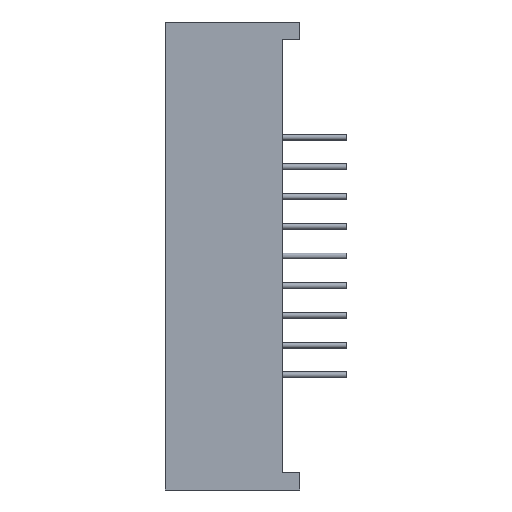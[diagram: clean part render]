
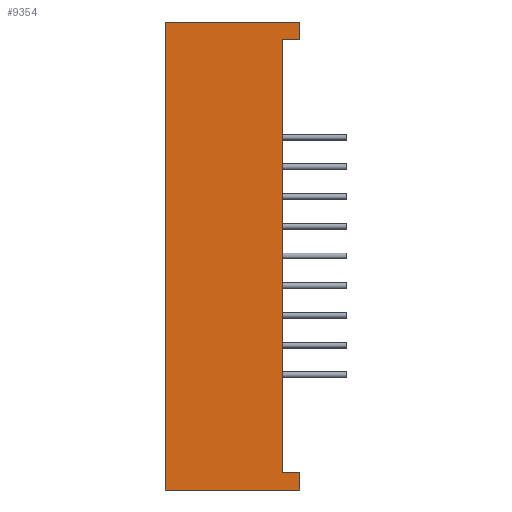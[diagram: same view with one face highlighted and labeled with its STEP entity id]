
A CAD part, left-side view. The second image highlights one B-rep face of the part: STEP entity #9354.
In plain terms, the highlighted planar face has unit normal (-1, 0, 0).
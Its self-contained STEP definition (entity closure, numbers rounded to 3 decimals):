
#1920 = CARTESIAN_POINT ( 'NONE',  ( -13.75, 0., 20. ) ) ;
#2142 = DIRECTION ( 'NONE',  ( 0., 1., 0. ) ) ;
#2143 = VECTOR ( 'NONE', #2142, 1000. ) ;
#2144 = CARTESIAN_POINT ( 'NONE',  ( -13.75, -11.5, 20. ) ) ;
#2145 = LINE ( 'NONE', #2144, #2143 ) ;
#3585 = VERTEX_POINT ( 'NONE', #1920 ) ;
#3733 = EDGE_CURVE ( 'NONE', #9360, #3585, #2145, .T. ) ;
#5351 = ORIENTED_EDGE ( 'NONE', *, *, #8974, .F. ) ;
#5352 = ORIENTED_EDGE ( 'NONE', *, *, #9359, .F. ) ;
#5355 = ORIENTED_EDGE ( 'NONE', *, *, #8572, .T. ) ;
#5359 = ORIENTED_EDGE ( 'NONE', *, *, #8574, .T. ) ;
#5360 = ORIENTED_EDGE ( 'NONE', *, *, #5364, .T. ) ;
#5364 = EDGE_CURVE ( 'NONE', #8594, #8573, #11030, .T. ) ;
#8572 = EDGE_CURVE ( 'NONE', #8573, #10151, #18187, .T. ) ;
#8573 = VERTEX_POINT ( 'NONE', #18242 ) ;
#8574 = EDGE_CURVE ( 'NONE', #8578, #8594, #18241, .T. ) ;
#8578 = VERTEX_POINT ( 'NONE', #18233 ) ;
#8594 = VERTEX_POINT ( 'NONE', #18216 ) ;
#8974 = EDGE_CURVE ( 'NONE', #9063, #3585, #18631, .T. ) ;
#9063 = VERTEX_POINT ( 'NONE', #18735 ) ;
#9330 = ORIENTED_EDGE ( 'NONE', *, *, #10153, .T. ) ;
#9332 = ORIENTED_EDGE ( 'NONE', *, *, #10171, .T. ) ;
#9334 = ORIENTED_EDGE ( 'NONE', *, *, #3733, .T. ) ;
#9354 = ADVANCED_FACE ( 'NONE', ( #19052 ), #19037, .T. ) ;
#9357 = EDGE_LOOP ( 'NONE', ( #9330, #9332, #9334, #5351, #5352, #5359, #5360, #5355 ) ) ;
#9359 = EDGE_CURVE ( 'NONE', #8578, #9063, #19090, .T. ) ;
#9360 = VERTEX_POINT ( 'NONE', #19086 ) ;
#10151 = VERTEX_POINT ( 'NONE', #20604 ) ;
#10153 = EDGE_CURVE ( 'NONE', #10151, #10169, #20588, .T. ) ;
#10169 = VERTEX_POINT ( 'NONE', #20617 ) ;
#10171 = EDGE_CURVE ( 'NONE', #10169, #9360, #20616, .T. ) ;
#11022 = DIRECTION ( 'NONE',  ( 0., 1., 0. ) ) ;
#11023 = VECTOR ( 'NONE', #11022, 1000. ) ;
#11024 = CARTESIAN_POINT ( 'NONE',  ( -13.75, -10., -18.5 ) ) ;
#11030 = LINE ( 'NONE', #11024, #11023 ) ;
#18185 = VECTOR ( 'NONE', #18243, 1000. ) ;
#18186 = CARTESIAN_POINT ( 'NONE',  ( -13.75, -10., 18.5 ) ) ;
#18187 = LINE ( 'NONE', #18186, #18185 ) ;
#18216 = CARTESIAN_POINT ( 'NONE',  ( -13.75, -11.5, -18.5 ) ) ;
#18233 = CARTESIAN_POINT ( 'NONE',  ( -13.75, -11.5, -20. ) ) ;
#18238 = DIRECTION ( 'NONE',  ( 0., 0., 1. ) ) ;
#18239 = VECTOR ( 'NONE', #18238, 1000. ) ;
#18240 = CARTESIAN_POINT ( 'NONE',  ( -13.75, -11.5, 0. ) ) ;
#18241 = LINE ( 'NONE', #18240, #18239 ) ;
#18242 = CARTESIAN_POINT ( 'NONE',  ( -13.75, -10., -18.5 ) ) ;
#18243 = DIRECTION ( 'NONE',  ( 0., 0., 1. ) ) ;
#18628 = DIRECTION ( 'NONE',  ( 0., 0., 1. ) ) ;
#18629 = VECTOR ( 'NONE', #18628, 1000. ) ;
#18630 = CARTESIAN_POINT ( 'NONE',  ( -13.75, 0., 0. ) ) ;
#18631 = LINE ( 'NONE', #18630, #18629 ) ;
#18735 = CARTESIAN_POINT ( 'NONE',  ( -13.75, 0., -20. ) ) ;
#19032 = DIRECTION ( 'NONE',  ( 0., 0., 1. ) ) ;
#19033 = DIRECTION ( 'NONE',  ( -1., 0., 0. ) ) ;
#19034 = CARTESIAN_POINT ( 'NONE',  ( -13.75, -11.5, 0. ) ) ;
#19035 = AXIS2_PLACEMENT_3D ( 'NONE', #19034, #19033, #19032 ) ;
#19037 = PLANE ( 'NONE',  #19035 ) ;
#19052 = FACE_OUTER_BOUND ( 'NONE', #9357, .T. ) ;
#19086 = CARTESIAN_POINT ( 'NONE',  ( -13.75, -11.5, 20. ) ) ;
#19087 = DIRECTION ( 'NONE',  ( 0., 1., 0. ) ) ;
#19088 = VECTOR ( 'NONE', #19087, 1000. ) ;
#19089 = CARTESIAN_POINT ( 'NONE',  ( -13.75, -11.5, -20. ) ) ;
#19090 = LINE ( 'NONE', #19089, #19088 ) ;
#20585 = DIRECTION ( 'NONE',  ( 0., -1., 0. ) ) ;
#20586 = VECTOR ( 'NONE', #20585, 1000. ) ;
#20587 = CARTESIAN_POINT ( 'NONE',  ( -13.75, -10., 18.5 ) ) ;
#20588 = LINE ( 'NONE', #20587, #20586 ) ;
#20604 = CARTESIAN_POINT ( 'NONE',  ( -13.75, -10., 18.5 ) ) ;
#20613 = DIRECTION ( 'NONE',  ( 0., 0., 1. ) ) ;
#20614 = VECTOR ( 'NONE', #20613, 1000. ) ;
#20615 = CARTESIAN_POINT ( 'NONE',  ( -13.75, -11.5, 0. ) ) ;
#20616 = LINE ( 'NONE', #20615, #20614 ) ;
#20617 = CARTESIAN_POINT ( 'NONE',  ( -13.75, -11.5, 18.5 ) ) ;
